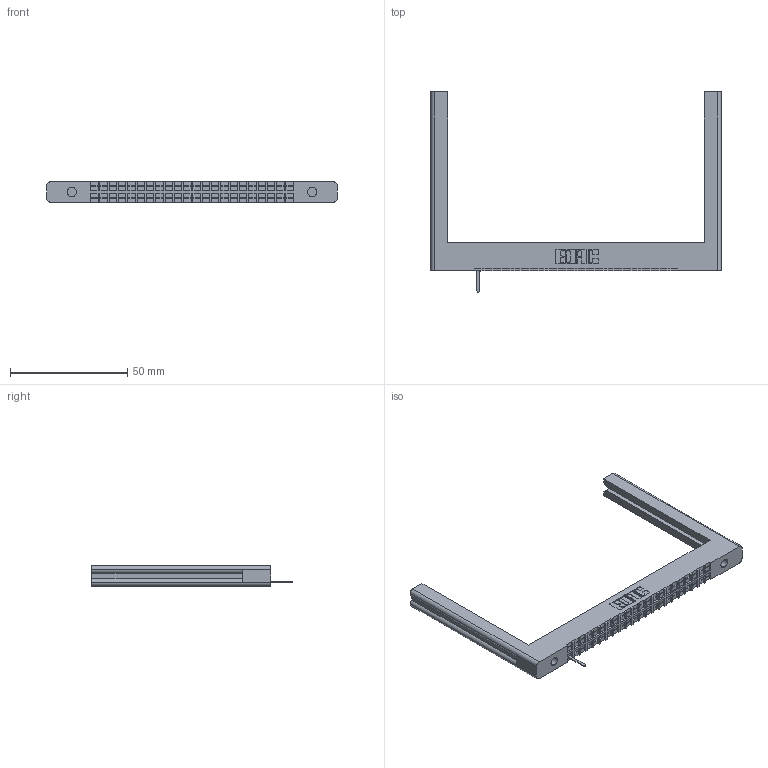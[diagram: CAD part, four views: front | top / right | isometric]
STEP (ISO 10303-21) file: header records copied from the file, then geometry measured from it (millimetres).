
FILE_DESCRIPTION (( 'STEP AP203' ), '1' );
FILE_NAME ('322-022-527-454.STEP', '2018-08-01T11:17:33', ( '' ), ( '' ), 'SwSTEP 2.0', 'SolidWorks 2016', '' );
FILE_SCHEMA (( 'CONFIG_CONTROL_DESIGN' ));
Length unit declared in the file: inch
Products named in the file (3): 322 Part; 307-290-001_527; 322-022-527-454
Assembly tree (2 placements, depth 2):
  322-022-527-454
    322 Part
    307-290-001_527
Bounding box: 123.83 x 85.29 x 8.71 mm (x, y, z)
Volume: 15509.4 mm3; surface area: 14221.2 mm2
Topology: 2 solids, 2 shells, 621 faces, 1951 edges, 1298 vertices
Faces by surface type: plane 512, cylinder 109
Entity records: 21866 total; most frequent: ORIENTED_EDGE 3902, CARTESIAN_POINT 3875, DIRECTION 3421, EDGE_CURVE 1951, VECTOR 1733, LINE 1733, VERTEX_POINT 1298, AXIS2_PLACEMENT_3D 844
